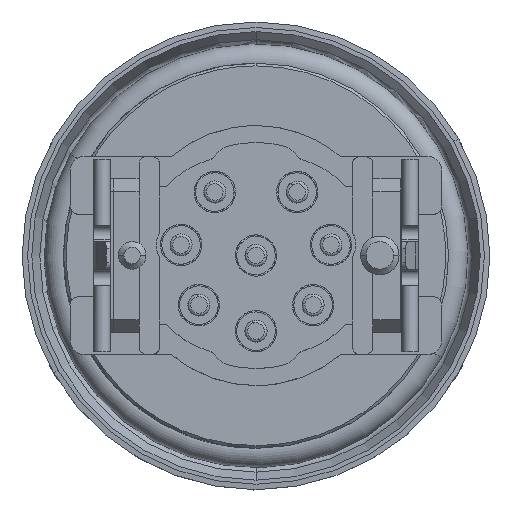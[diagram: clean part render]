
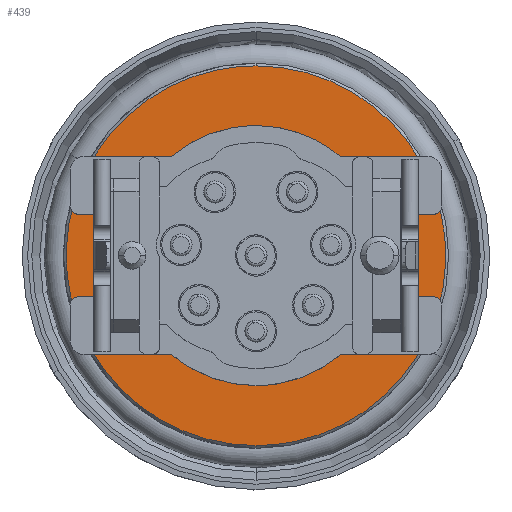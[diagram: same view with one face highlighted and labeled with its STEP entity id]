
A CAD part, top view. The second image highlights one B-rep face of the part: STEP entity #439.
In plain terms, the highlighted planar face has unit normal (0, 0, 1).
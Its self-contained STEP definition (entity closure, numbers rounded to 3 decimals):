
#346=AXIS2_PLACEMENT_3D('Circle Axis2P3D',#344,#345,$) ;
#359=AXIS2_PLACEMENT_3D('Circle Axis2P3D',#357,#358,$) ;
#373=AXIS2_PLACEMENT_3D('Plane Axis2P3D',#370,#371,#372) ;
#334=CARTESIAN_POINT('Vertex',(8.5,12.8,11.)) ;
#341=CARTESIAN_POINT('Vertex',(8.5,4.2,11.)) ;
#344=CARTESIAN_POINT('Axis2P3D Location',(8.5,8.5,11.)) ;
#357=CARTESIAN_POINT('Axis2P3D Location',(8.5,8.5,11.)) ;
#370=CARTESIAN_POINT('Axis2P3D Location',(22.841,16.78,11.)) ;
#376=CARTESIAN_POINT('Control Point',(8.5,15.4,11.)) ;
#377=CARTESIAN_POINT('Control Point',(9.143,15.4,11.)) ;
#378=CARTESIAN_POINT('Control Point',(9.787,15.325,11.)) ;
#379=CARTESIAN_POINT('Control Point',(10.419,15.175,11.)) ;
#380=CARTESIAN_POINT('Control Point',(11.636,14.73,11.)) ;
#381=CARTESIAN_POINT('Control Point',(12.718,14.018,11.)) ;
#382=CARTESIAN_POINT('Control Point',(13.215,13.6,11.)) ;
#383=CARTESIAN_POINT('Control Point',(14.102,12.656,11.)) ;
#384=CARTESIAN_POINT('Control Point',(14.748,11.533,11.)) ;
#385=CARTESIAN_POINT('Control Point',(15.004,10.936,11.)) ;
#386=CARTESIAN_POINT('Control Point',(15.372,9.694,11.)) ;
#387=CARTESIAN_POINT('Control Point',(15.445,8.401,11.)) ;
#388=CARTESIAN_POINT('Control Point',(15.405,7.752,11.)) ;
#389=CARTESIAN_POINT('Control Point',(15.175,6.477,11.)) ;
#390=CARTESIAN_POINT('Control Point',(14.659,5.289,11.)) ;
#391=CARTESIAN_POINT('Control Point',(14.332,4.728,11.)) ;
#392=CARTESIAN_POINT('Control Point',(13.553,3.692,11.)) ;
#393=CARTESIAN_POINT('Control Point',(12.558,2.863,11.)) ;
#394=CARTESIAN_POINT('Control Point',(12.014,2.509,11.)) ;
#395=CARTESIAN_POINT('Control Point',(11.005,2.009,11.)) ;
#396=CARTESIAN_POINT('Control Point',(9.92,1.723,11.)) ;
#397=CARTESIAN_POINT('Control Point',(9.45,1.641,11.)) ;
#398=CARTESIAN_POINT('Control Point',(8.975,1.6,11.)) ;
#399=CARTESIAN_POINT('Control Point',(8.5,1.6,11.)) ;
#400=CARTESIAN_POINT('Vertex',(8.5,15.4,11.)) ;
#402=CARTESIAN_POINT('Vertex',(8.5,1.6,11.)) ;
#406=CARTESIAN_POINT('Control Point',(8.5,1.6,11.)) ;
#407=CARTESIAN_POINT('Control Point',(7.857,1.6,11.)) ;
#408=CARTESIAN_POINT('Control Point',(7.213,1.675,11.)) ;
#409=CARTESIAN_POINT('Control Point',(6.581,1.825,11.)) ;
#410=CARTESIAN_POINT('Control Point',(5.364,2.27,11.)) ;
#411=CARTESIAN_POINT('Control Point',(4.282,2.982,11.)) ;
#412=CARTESIAN_POINT('Control Point',(3.785,3.4,11.)) ;
#413=CARTESIAN_POINT('Control Point',(2.898,4.344,11.)) ;
#414=CARTESIAN_POINT('Control Point',(2.252,5.467,11.)) ;
#415=CARTESIAN_POINT('Control Point',(1.996,6.064,11.)) ;
#416=CARTESIAN_POINT('Control Point',(1.628,7.306,11.)) ;
#417=CARTESIAN_POINT('Control Point',(1.555,8.599,11.)) ;
#418=CARTESIAN_POINT('Control Point',(1.595,9.248,11.)) ;
#419=CARTESIAN_POINT('Control Point',(1.825,10.523,11.)) ;
#420=CARTESIAN_POINT('Control Point',(2.341,11.711,11.)) ;
#421=CARTESIAN_POINT('Control Point',(2.668,12.272,11.)) ;
#422=CARTESIAN_POINT('Control Point',(3.447,13.308,11.)) ;
#423=CARTESIAN_POINT('Control Point',(4.442,14.137,11.)) ;
#424=CARTESIAN_POINT('Control Point',(4.986,14.491,11.)) ;
#425=CARTESIAN_POINT('Control Point',(5.995,14.991,11.)) ;
#426=CARTESIAN_POINT('Control Point',(7.08,15.277,11.)) ;
#427=CARTESIAN_POINT('Control Point',(7.55,15.359,11.)) ;
#428=CARTESIAN_POINT('Control Point',(8.025,15.4,11.)) ;
#429=CARTESIAN_POINT('Control Point',(8.5,15.4,11.)) ;
#345=DIRECTION('Axis2P3D Direction',(0.,0.,1.)) ;
#358=DIRECTION('Axis2P3D Direction',(0.,0.,1.)) ;
#371=DIRECTION('Axis2P3D Direction',(0.,0.,1.)) ;
#372=DIRECTION('Axis2P3D XDirection',(-1.,0.,0.)) ;
#432=ORIENTED_EDGE('',*,*,#404,.F.) ;
#433=ORIENTED_EDGE('',*,*,#430,.F.) ;
#436=ORIENTED_EDGE('',*,*,#361,.F.) ;
#437=ORIENTED_EDGE('',*,*,#348,.F.) ;
#438=FACE_BOUND('',#435,.T.) ;
#439=ADVANCED_FACE('V1',(#434,#438),#374,.T.) ;
#375=B_SPLINE_CURVE_WITH_KNOTS('',5,(#376,#377,#378,#379,#380,#381,#382,#383,#384,#385,#386,#387,#388,#389,#390,#391,#392,#393,#394,#395,#396,#397,#398,#399),.UNSPECIFIED.,.F.,.U.,(6,3,3,3,3,3,3,6),(0.,4.55,9.099,13.649,18.199,22.748,27.298,30.656),.UNSPECIFIED.) ;
#405=B_SPLINE_CURVE_WITH_KNOTS('',5,(#406,#407,#408,#409,#410,#411,#412,#413,#414,#415,#416,#417,#418,#419,#420,#421,#422,#423,#424,#425,#426,#427,#428,#429),.UNSPECIFIED.,.F.,.U.,(6,3,3,3,3,3,3,6),(0.,4.55,9.099,13.649,18.199,22.748,27.298,30.656),.UNSPECIFIED.) ;
#347=CIRCLE('generated circle',#346,4.3) ;
#360=CIRCLE('generated circle',#359,4.3) ;
#348=EDGE_CURVE('',#342,#335,#347,.T.) ;
#361=EDGE_CURVE('',#335,#342,#360,.T.) ;
#404=EDGE_CURVE('',#401,#403,#375,.T.) ;
#430=EDGE_CURVE('',#403,#401,#405,.T.) ;
#431=EDGE_LOOP('',(#432,#433)) ;
#435=EDGE_LOOP('',(#436,#437)) ;
#434=FACE_OUTER_BOUND('',#431,.T.) ;
#374=PLANE('',#373) ;
#335=VERTEX_POINT('',#334) ;
#342=VERTEX_POINT('',#341) ;
#401=VERTEX_POINT('',#400) ;
#403=VERTEX_POINT('',#402) ;
